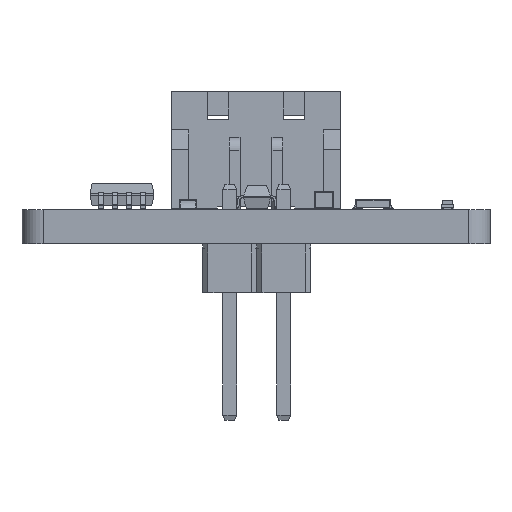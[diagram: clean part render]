
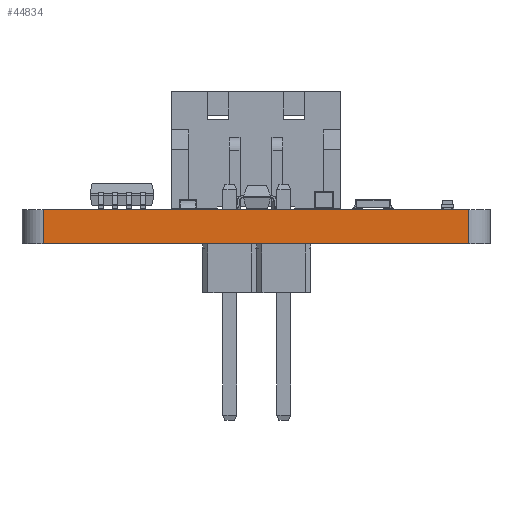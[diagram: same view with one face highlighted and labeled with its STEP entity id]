
A CAD part, front view. The second image highlights one B-rep face of the part: STEP entity #44834.
In plain terms, the highlighted planar face has unit normal (0, -1, 0).
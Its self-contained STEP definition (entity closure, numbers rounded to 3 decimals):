
#43986 = CYLINDRICAL_SURFACE('',#43987,1.);
#43987 = AXIS2_PLACEMENT_3D('',#43988,#43989,#43990);
#43988 = CARTESIAN_POINT('',(21.,1.,0.));
#43989 = DIRECTION('',(-0.,-0.,-1.));
#43990 = DIRECTION('',(1.,0.,-0.));
#44014 = PLANE('',#44015);
#44015 = AXIS2_PLACEMENT_3D('',#44016,#44017,#44018);
#44016 = CARTESIAN_POINT('',(11.,11.,1.6));
#44017 = DIRECTION('',(0.,0.,1.));
#44018 = DIRECTION('',(1.,0.,-0.));
#44068 = PLANE('',#44069);
#44069 = AXIS2_PLACEMENT_3D('',#44070,#44071,#44072);
#44070 = CARTESIAN_POINT('',(11.,11.,0.));
#44071 = DIRECTION('',(0.,0.,1.));
#44072 = DIRECTION('',(1.,0.,-0.));
#44083 = EDGE_CURVE('',#44084,#44086,#44088,.T.);
#44084 = VERTEX_POINT('',#44085);
#44085 = CARTESIAN_POINT('',(21.,-0.,0.));
#44086 = VERTEX_POINT('',#44087);
#44087 = CARTESIAN_POINT('',(21.,0.,1.6));
#44088 = SURFACE_CURVE('',#44089,(#44093,#44100),.PCURVE_S1.);
#44089 = LINE('',#44090,#44091);
#44090 = CARTESIAN_POINT('',(21.,-0.,0.));
#44091 = VECTOR('',#44092,1.);
#44092 = DIRECTION('',(0.,0.,1.));
#44093 = PCURVE('',#43986,#44094);
#44094 = DEFINITIONAL_REPRESENTATION('',(#44095),#44099);
#44095 = LINE('',#44096,#44097);
#44096 = CARTESIAN_POINT('',(-4.712,0.));
#44097 = VECTOR('',#44098,1.);
#44098 = DIRECTION('',(-0.,-1.));
#44099 = ( GEOMETRIC_REPRESENTATION_CONTEXT(2) 
PARAMETRIC_REPRESENTATION_CONTEXT() REPRESENTATION_CONTEXT('2D SPACE',''
  ) );
#44100 = PCURVE('',#44101,#44106);
#44101 = PLANE('',#44102);
#44102 = AXIS2_PLACEMENT_3D('',#44103,#44104,#44105);
#44103 = CARTESIAN_POINT('',(1.,0.,0.));
#44104 = DIRECTION('',(0.,1.,0.));
#44105 = DIRECTION('',(1.,0.,0.));
#44106 = DEFINITIONAL_REPRESENTATION('',(#44107),#44111);
#44107 = LINE('',#44108,#44109);
#44108 = CARTESIAN_POINT('',(20.,0.));
#44109 = VECTOR('',#44110,1.);
#44110 = DIRECTION('',(0.,-1.));
#44111 = ( GEOMETRIC_REPRESENTATION_CONTEXT(2) 
PARAMETRIC_REPRESENTATION_CONTEXT() REPRESENTATION_CONTEXT('2D SPACE',''
  ) );
#44322 = VERTEX_POINT('',#44323);
#44323 = CARTESIAN_POINT('',(1.,-0.,0.));
#44338 = CYLINDRICAL_SURFACE('',#44339,1.);
#44339 = AXIS2_PLACEMENT_3D('',#44340,#44341,#44342);
#44340 = CARTESIAN_POINT('',(1.,1.,0.));
#44341 = DIRECTION('',(-0.,-0.,-1.));
#44342 = DIRECTION('',(1.,0.,-0.));
#44350 = EDGE_CURVE('',#44322,#44084,#44351,.T.);
#44351 = SURFACE_CURVE('',#44352,(#44356,#44363),.PCURVE_S1.);
#44352 = LINE('',#44353,#44354);
#44353 = CARTESIAN_POINT('',(1.,-0.,0.));
#44354 = VECTOR('',#44355,1.);
#44355 = DIRECTION('',(1.,0.,0.));
#44356 = PCURVE('',#44068,#44357);
#44357 = DEFINITIONAL_REPRESENTATION('',(#44358),#44362);
#44358 = LINE('',#44359,#44360);
#44359 = CARTESIAN_POINT('',(-10.,-11.));
#44360 = VECTOR('',#44361,1.);
#44361 = DIRECTION('',(1.,0.));
#44362 = ( GEOMETRIC_REPRESENTATION_CONTEXT(2) 
PARAMETRIC_REPRESENTATION_CONTEXT() REPRESENTATION_CONTEXT('2D SPACE',''
  ) );
#44363 = PCURVE('',#44101,#44364);
#44364 = DEFINITIONAL_REPRESENTATION('',(#44365),#44369);
#44365 = LINE('',#44366,#44367);
#44366 = CARTESIAN_POINT('',(0.,0.));
#44367 = VECTOR('',#44368,1.);
#44368 = DIRECTION('',(1.,0.));
#44369 = ( GEOMETRIC_REPRESENTATION_CONTEXT(2) 
PARAMETRIC_REPRESENTATION_CONTEXT() REPRESENTATION_CONTEXT('2D SPACE',''
  ) );
#44634 = VERTEX_POINT('',#44635);
#44635 = CARTESIAN_POINT('',(1.,0.,1.6));
#44657 = EDGE_CURVE('',#44634,#44086,#44658,.T.);
#44658 = SURFACE_CURVE('',#44659,(#44663,#44670),.PCURVE_S1.);
#44659 = LINE('',#44660,#44661);
#44660 = CARTESIAN_POINT('',(1.,0.,1.6));
#44661 = VECTOR('',#44662,1.);
#44662 = DIRECTION('',(1.,0.,0.));
#44663 = PCURVE('',#44014,#44664);
#44664 = DEFINITIONAL_REPRESENTATION('',(#44665),#44669);
#44665 = LINE('',#44666,#44667);
#44666 = CARTESIAN_POINT('',(-10.,-11.));
#44667 = VECTOR('',#44668,1.);
#44668 = DIRECTION('',(1.,0.));
#44669 = ( GEOMETRIC_REPRESENTATION_CONTEXT(2) 
PARAMETRIC_REPRESENTATION_CONTEXT() REPRESENTATION_CONTEXT('2D SPACE',''
  ) );
#44670 = PCURVE('',#44101,#44671);
#44671 = DEFINITIONAL_REPRESENTATION('',(#44672),#44676);
#44672 = LINE('',#44673,#44674);
#44673 = CARTESIAN_POINT('',(0.,-1.6));
#44674 = VECTOR('',#44675,1.);
#44675 = DIRECTION('',(1.,0.));
#44676 = ( GEOMETRIC_REPRESENTATION_CONTEXT(2) 
PARAMETRIC_REPRESENTATION_CONTEXT() REPRESENTATION_CONTEXT('2D SPACE',''
  ) );
#44834 = ADVANCED_FACE('',(#44835),#44101,.F.);
#44835 = FACE_BOUND('',#44836,.F.);
#44836 = EDGE_LOOP('',(#44837,#44858,#44859,#44860));
#44837 = ORIENTED_EDGE('',*,*,#44838,.T.);
#44838 = EDGE_CURVE('',#44322,#44634,#44839,.T.);
#44839 = SURFACE_CURVE('',#44840,(#44844,#44851),.PCURVE_S1.);
#44840 = LINE('',#44841,#44842);
#44841 = CARTESIAN_POINT('',(1.,-0.,0.));
#44842 = VECTOR('',#44843,1.);
#44843 = DIRECTION('',(0.,0.,1.));
#44844 = PCURVE('',#44101,#44845);
#44845 = DEFINITIONAL_REPRESENTATION('',(#44846),#44850);
#44846 = LINE('',#44847,#44848);
#44847 = CARTESIAN_POINT('',(0.,0.));
#44848 = VECTOR('',#44849,1.);
#44849 = DIRECTION('',(0.,-1.));
#44850 = ( GEOMETRIC_REPRESENTATION_CONTEXT(2) 
PARAMETRIC_REPRESENTATION_CONTEXT() REPRESENTATION_CONTEXT('2D SPACE',''
  ) );
#44851 = PCURVE('',#44338,#44852);
#44852 = DEFINITIONAL_REPRESENTATION('',(#44853),#44857);
#44853 = LINE('',#44854,#44855);
#44854 = CARTESIAN_POINT('',(-4.712,0.));
#44855 = VECTOR('',#44856,1.);
#44856 = DIRECTION('',(-0.,-1.));
#44857 = ( GEOMETRIC_REPRESENTATION_CONTEXT(2) 
PARAMETRIC_REPRESENTATION_CONTEXT() REPRESENTATION_CONTEXT('2D SPACE',''
  ) );
#44858 = ORIENTED_EDGE('',*,*,#44657,.T.);
#44859 = ORIENTED_EDGE('',*,*,#44083,.F.);
#44860 = ORIENTED_EDGE('',*,*,#44350,.F.);
